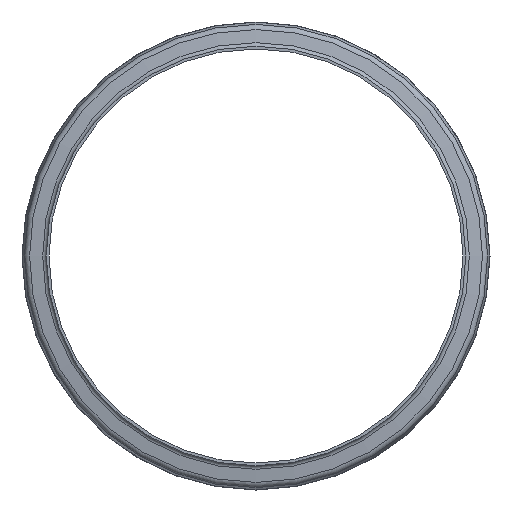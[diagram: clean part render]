
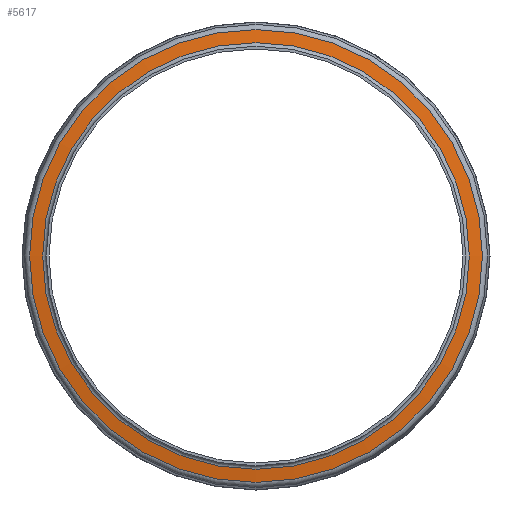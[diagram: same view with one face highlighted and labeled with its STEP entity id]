
A CAD part, left-side view. The second image highlights one B-rep face of the part: STEP entity #5617.
In plain terms, the highlighted conical face has half-angle 81.984 degrees and reference radius 318.642 mm.
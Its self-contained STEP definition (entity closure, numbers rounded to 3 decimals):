
#75=CONICAL_SURFACE('',#6330,318.642,1.431);
#445=FACE_OUTER_BOUND('',#751,.T.);
#751=EDGE_LOOP('',(#4481,#4482,#4483,#4484,#4485,#4486,#4487));
#977=LINE('',#10143,#1129);
#1129=VECTOR('',#8046,318.642);
#1587=CIRCLE('',#6328,309.16);
#1588=CIRCLE('',#6329,309.16);
#1589=CIRCLE('',#6331,328.125);
#1590=CIRCLE('',#6332,328.125);
#1591=CIRCLE('',#6333,328.125);
#2295=VERTEX_POINT('',#10132);
#2296=VERTEX_POINT('',#10134);
#2297=VERTEX_POINT('',#10138);
#2298=VERTEX_POINT('',#10139);
#2299=VERTEX_POINT('',#10141);
#3083=EDGE_CURVE('',#2296,#2295,#1587,.T.);
#3084=EDGE_CURVE('',#2295,#2296,#1588,.T.);
#3085=EDGE_CURVE('',#2297,#2298,#1589,.T.);
#3086=EDGE_CURVE('',#2299,#2297,#1590,.T.);
#3087=EDGE_CURVE('',#2299,#2296,#977,.T.);
#3088=EDGE_CURVE('',#2298,#2299,#1591,.T.);
#4481=ORIENTED_EDGE('',*,*,#3085,.F.);
#4482=ORIENTED_EDGE('',*,*,#3086,.F.);
#4483=ORIENTED_EDGE('',*,*,#3087,.T.);
#4484=ORIENTED_EDGE('',*,*,#3083,.T.);
#4485=ORIENTED_EDGE('',*,*,#3084,.T.);
#4486=ORIENTED_EDGE('',*,*,#3087,.F.);
#4487=ORIENTED_EDGE('',*,*,#3088,.F.);
#5617=ADVANCED_FACE('',(#445),#75,.T.);
#6328=AXIS2_PLACEMENT_3D('',#10135,#8036,#8037);
#6329=AXIS2_PLACEMENT_3D('',#10136,#8038,#8039);
#6330=AXIS2_PLACEMENT_3D('',#10137,#8040,#8041);
#6331=AXIS2_PLACEMENT_3D('',#10140,#8042,#8043);
#6332=AXIS2_PLACEMENT_3D('',#10142,#8044,#8045);
#6333=AXIS2_PLACEMENT_3D('',#10144,#8047,#8048);
#8036=DIRECTION('center_axis',(1.,0.,0.));
#8037=DIRECTION('ref_axis',(0.,0.,-1.));
#8038=DIRECTION('center_axis',(1.,0.,0.));
#8039=DIRECTION('ref_axis',(0.,0.,-1.));
#8040=DIRECTION('center_axis',(1.,0.,0.));
#8041=DIRECTION('ref_axis',(0.,1.,0.));
#8042=DIRECTION('center_axis',(1.,0.,0.));
#8043=DIRECTION('ref_axis',(0.,0.,-1.));
#8044=DIRECTION('center_axis',(1.,0.,0.));
#8045=DIRECTION('ref_axis',(0.,0.,-1.));
#8046=DIRECTION('',(-0.139,0.99,0.));
#8047=DIRECTION('center_axis',(1.,0.,0.));
#8048=DIRECTION('ref_axis',(0.,0.,-1.));
#10132=CARTESIAN_POINT('',(14.088,-1.998,309.16));
#10134=CARTESIAN_POINT('',(14.088,-311.158,0.));
#10135=CARTESIAN_POINT('Origin',(14.088,-1.998,0.));
#10136=CARTESIAN_POINT('Origin',(14.088,-1.998,0.));
#10137=CARTESIAN_POINT('Origin',(15.423,-1.998,0.));
#10138=CARTESIAN_POINT('',(16.757,326.126,0.));
#10139=CARTESIAN_POINT('',(16.757,-1.998,328.125));
#10140=CARTESIAN_POINT('Origin',(16.757,-1.998,0.));
#10141=CARTESIAN_POINT('',(16.757,-330.123,0.));
#10142=CARTESIAN_POINT('Origin',(16.757,-1.998,0.));
#10143=CARTESIAN_POINT('',(15.423,-320.64,0.));
#10144=CARTESIAN_POINT('Origin',(16.757,-1.998,0.));
